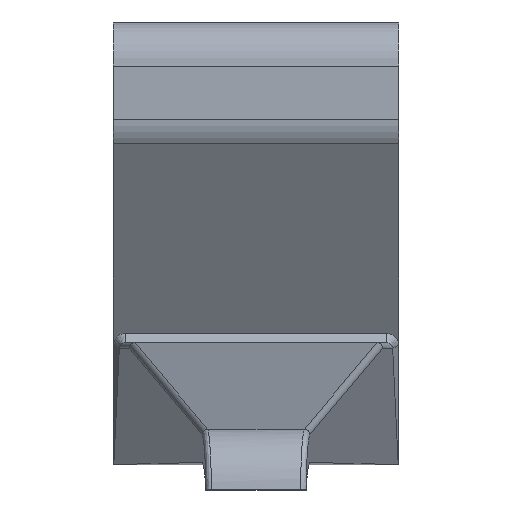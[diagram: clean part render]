
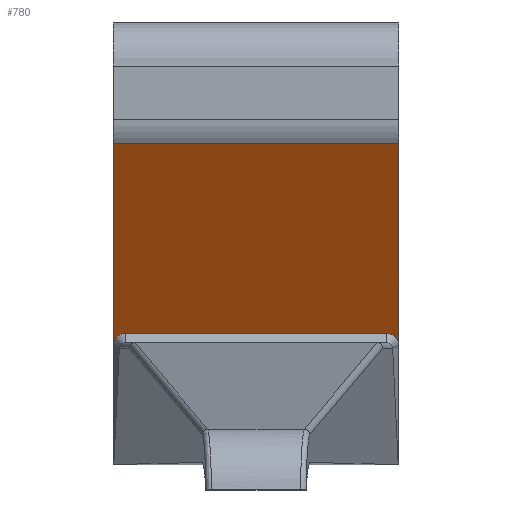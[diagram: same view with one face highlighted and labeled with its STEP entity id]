
A CAD part, top view. The second image highlights one B-rep face of the part: STEP entity #780.
In plain terms, the highlighted planar face has unit normal (0, -0.545, 0.838).
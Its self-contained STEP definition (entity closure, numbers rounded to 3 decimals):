
#2 = CARTESIAN_POINT ( 'NONE',  ( 12.9, 40.56, 22.624 ) ) ;
#59 = EDGE_CURVE ( 'NONE', #688, #940, #194, .T. ) ;
#71 = CARTESIAN_POINT ( 'NONE',  ( -12.848, 40.808, 22.785 ) ) ;
#147 = DIRECTION ( 'NONE',  ( 0., -0.838, -0.545 ) ) ;
#169 = EDGE_CURVE ( 'NONE', #908, #1559, #966, .T. ) ;
#174 = CARTESIAN_POINT ( 'NONE',  ( 12.9, 58.606, 34.354 ) ) ;
#180 = VECTOR ( 'NONE', #1227, 1000. ) ;
#194 = LINE ( 'NONE', #1384, #180 ) ;
#241 = EDGE_CURVE ( 'NONE', #940, #1559, #1468, .T. ) ;
#278 = LINE ( 'NONE', #396, #296 ) ;
#292 = CARTESIAN_POINT ( 'NONE',  ( -12.9, 58.606, 34.354 ) ) ;
#296 = VECTOR ( 'NONE', #1565, 1000. ) ;
#379 = CARTESIAN_POINT ( 'NONE',  ( 12.408, 41.283, 23.094 ) ) ;
#395 = VECTOR ( 'NONE', #1261, 1000. ) ;
#396 = CARTESIAN_POINT ( 'NONE',  ( 12.9, 58.606, 34.354 ) ) ;
#411 = CARTESIAN_POINT ( 'NONE',  ( 12.9, 40.56, 22.624 ) ) ;
#412 = ORIENTED_EDGE ( 'NONE', *, *, #241, .T. ) ;
#414 = EDGE_CURVE ( 'NONE', #908, #948, #278, .T. ) ;
#473 = CARTESIAN_POINT ( 'NONE',  ( -11.803, 41.456, 23.206 ) ) ;
#565 = ORIENTED_EDGE ( 'NONE', *, *, #763, .T. ) ;
#603 = PLANE ( 'NONE',  #1132 ) ;
#613 = CARTESIAN_POINT ( 'NONE',  ( 12.9, 59.6, 35. ) ) ;
#664 = VECTOR ( 'NONE', #147, 1000. ) ;
#669 = B_SPLINE_CURVE_WITH_KNOTS ( 'NONE', 3,
 ( #1104, #71, #1642, #1516, #1112, #473 ),
 .UNSPECIFIED., .F., .F.,
 ( 4, 2, 4 ),
 ( 0., 0.5, 1. ),
 .UNSPECIFIED. ) ;
#672 = CARTESIAN_POINT ( 'NONE',  ( -12.9, 40.56, 22.624 ) ) ;
#688 = VERTEX_POINT ( 'NONE', #1348 ) ;
#755 = CARTESIAN_POINT ( 'NONE',  ( 11.929, 41.456, 23.206 ) ) ;
#763 = EDGE_CURVE ( 'NONE', #953, #688, #669, .T. ) ;
#772 = CARTESIAN_POINT ( 'NONE',  ( 11.803, 41.456, 23.206 ) ) ;
#780 = ADVANCED_FACE ( 'NONE', ( #1407 ), #603, .F. ) ;
#795 = LINE ( 'NONE', #1055, #664 ) ;
#848 = ORIENTED_EDGE ( 'NONE', *, *, #1528, .T. ) ;
#894 = CARTESIAN_POINT ( 'NONE',  ( 12.706, 41.04, 22.936 ) ) ;
#903 = CARTESIAN_POINT ( 'NONE',  ( 12.295, 41.347, 23.136 ) ) ;
#908 = VERTEX_POINT ( 'NONE', #174 ) ;
#940 = VERTEX_POINT ( 'NONE', #1092 ) ;
#948 = VERTEX_POINT ( 'NONE', #292 ) ;
#953 = VERTEX_POINT ( 'NONE', #672 ) ;
#956 = ORIENTED_EDGE ( 'NONE', *, *, #414, .T. ) ;
#957 = CARTESIAN_POINT ( 'NONE',  ( 12.9, 59.6, 35. ) ) ;
#966 = LINE ( 'NONE', #957, #395 ) ;
#1003 = DIRECTION ( 'NONE',  ( 0., 0.838, 0.545 ) ) ;
#1055 = CARTESIAN_POINT ( 'NONE',  ( -12.9, 59.6, 35. ) ) ;
#1092 = CARTESIAN_POINT ( 'NONE',  ( 11.803, 41.456, 23.206 ) ) ;
#1104 = CARTESIAN_POINT ( 'NONE',  ( -12.9, 40.56, 22.624 ) ) ;
#1112 = CARTESIAN_POINT ( 'NONE',  ( -12.055, 41.456, 23.206 ) ) ;
#1132 = AXIS2_PLACEMENT_3D ( 'NONE', #613, #1250, #1003 ) ;
#1156 = CARTESIAN_POINT ( 'NONE',  ( 12.848, 40.809, 22.786 ) ) ;
#1227 = DIRECTION ( 'NONE',  ( 1., 0., 0. ) ) ;
#1250 = DIRECTION ( 'NONE',  ( 0., 0.545, -0.838 ) ) ;
#1261 = DIRECTION ( 'NONE',  ( 0., -0.838, -0.545 ) ) ;
#1287 = CARTESIAN_POINT ( 'NONE',  ( 12.056, 41.433, 23.192 ) ) ;
#1348 = CARTESIAN_POINT ( 'NONE',  ( -11.803, 41.456, 23.206 ) ) ;
#1384 = CARTESIAN_POINT ( 'NONE',  ( 11.876, 41.456, 23.206 ) ) ;
#1407 = FACE_OUTER_BOUND ( 'NONE', #1540, .T. ) ;
#1447 = ORIENTED_EDGE ( 'NONE', *, *, #59, .T. ) ;
#1468 = B_SPLINE_CURVE_WITH_KNOTS ( 'NONE', 3,
 ( #772, #755, #1287, #903, #379, #894, #1156, #2 ),
 .UNSPECIFIED., .F., .F.,
 ( 4, 2, 2, 4 ),
 ( 0., 0.25, 0.5, 1. ),
 .UNSPECIFIED. ) ;
#1516 = CARTESIAN_POINT ( 'NONE',  ( -12.309, 41.364, 23.147 ) ) ;
#1528 = EDGE_CURVE ( 'NONE', #948, #953, #795, .T. ) ;
#1533 = ORIENTED_EDGE ( 'NONE', *, *, #169, .F. ) ;
#1540 = EDGE_LOOP ( 'NONE', ( #848, #565, #1447, #412, #1533, #956 ) ) ;
#1559 = VERTEX_POINT ( 'NONE', #411 ) ;
#1565 = DIRECTION ( 'NONE',  ( -1., 0., 0. ) ) ;
#1642 = CARTESIAN_POINT ( 'NONE',  ( -12.706, 41.04, 22.936 ) ) ;
